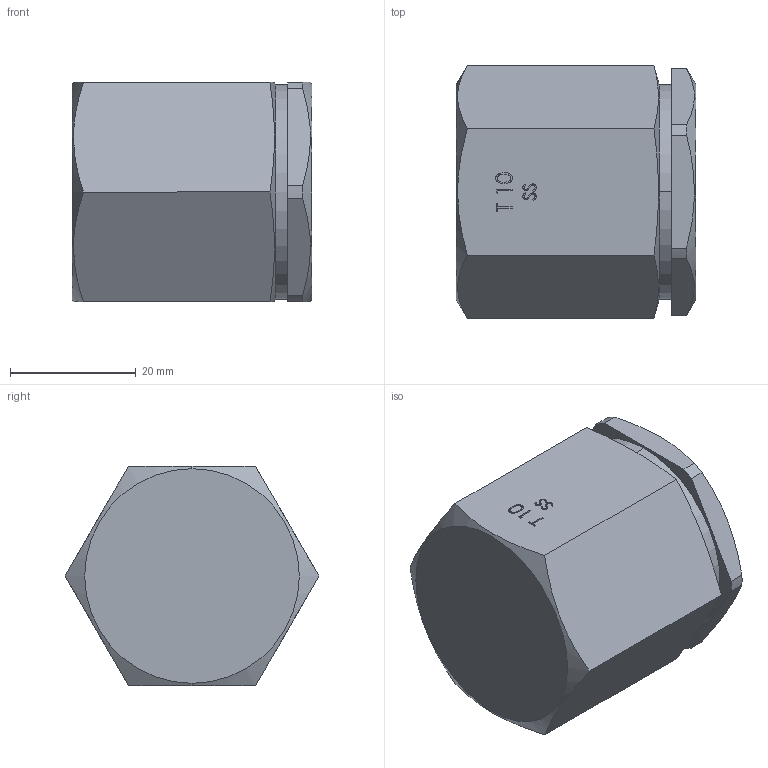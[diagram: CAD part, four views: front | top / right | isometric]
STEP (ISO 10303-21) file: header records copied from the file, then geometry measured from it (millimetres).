
FILE_DESCRIPTION (( 'STEP AP203' ), '1' );
FILE_NAME ('AD-A10FSS-BL.STEP', '2025-08-08T19:15:11', ( '' ), ( '' ), 'SwSTEP 2.0', 'SolidWorks 2018', '' );
FILE_SCHEMA (( 'CONFIG_CONTROL_DESIGN' ));
Length unit declared in the file: inch
Products named in the file (1): AD-A10FSS-BL
Bounding box: 38.1 x 40.33 x 34.92 mm (x, y, z)
Volume: 31247.4 mm3; surface area: 9184.5 mm2
Topology: 1 solids, 1 shells, 123 faces, 333 edges, 219 vertices
Faces by surface type: bspline 42, plane 40, cylinder 28, cone 13
Entity records: 10507 total; most frequent: CARTESIAN_POINT 7728, ORIENTED_EDGE 662, DIRECTION 378, EDGE_CURVE 331, VERTEX_POINT 219, VECTOR 152, LINE 152, B_SPLINE_CURVE_WITH_KNOTS 148
